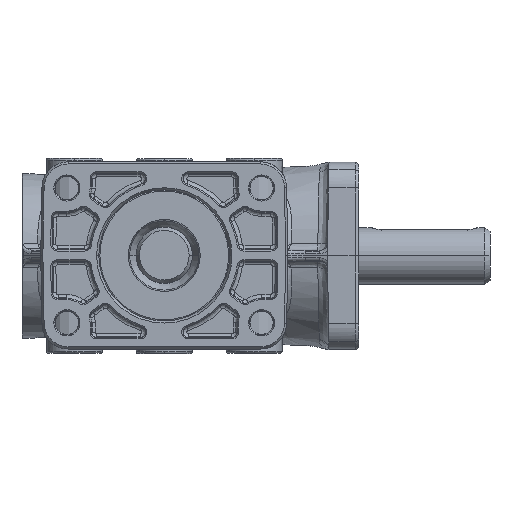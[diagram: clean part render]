
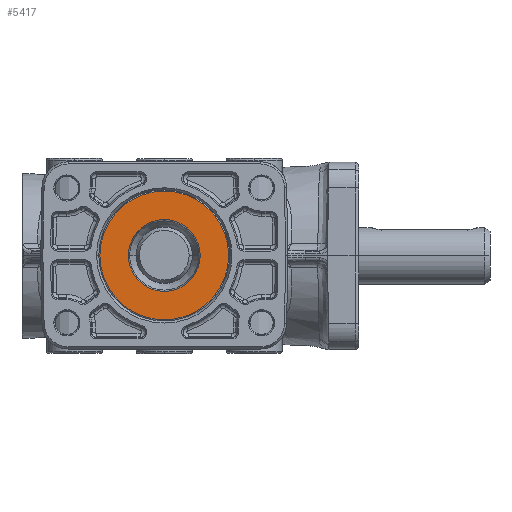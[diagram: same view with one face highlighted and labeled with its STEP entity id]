
A CAD part, top view. The second image highlights one B-rep face of the part: STEP entity #5417.
In plain terms, the highlighted planar face has unit normal (0, 0, 1).
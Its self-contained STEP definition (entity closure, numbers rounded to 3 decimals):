
#5417=ADVANCED_FACE('',(#10968,#10969),#10970,.T.);
#10968=FACE_OUTER_BOUND('',#32288,.T.);
#10969=FACE_BOUND('',#32289,.T.);
#10970=PLANE('',#32290);
#32288=EDGE_LOOP('',(#46810,#46811));
#32289=EDGE_LOOP('',(#46812,#46813));
#32290=AXIS2_PLACEMENT_3D('',#46814,#46815,#46816);
#46810=ORIENTED_EDGE('',*,*,#47089,.F.);
#46811=ORIENTED_EDGE('',*,*,#53226,.F.);
#46812=ORIENTED_EDGE('',*,*,#53228,.T.);
#46813=ORIENTED_EDGE('',*,*,#47085,.T.);
#46814=CARTESIAN_POINT('',(-13.4,0.0,84.3));
#46815=DIRECTION('',(0.0,0.0,1.0));
#46816=DIRECTION('',(1.0,-0.0,0.0));
#47085=EDGE_CURVE('',#53417,#53415,#53418,.T.);
#47089=EDGE_CURVE('',#53421,#53424,#53425,.T.);
#53226=EDGE_CURVE('',#53424,#53421,#62272,.T.);
#53228=EDGE_CURVE('',#53415,#53417,#62274,.T.);
#53415=VERTEX_POINT('',#62629);
#53417=VERTEX_POINT('',#62632);
#53418=CIRCLE('',#62633,9.6);
#53421=VERTEX_POINT('',#62637);
#53424=VERTEX_POINT('',#62640);
#53425=CIRCLE('',#62641,17.2);
#62272=CIRCLE('',#79489,17.2);
#62274=CIRCLE('',#79491,9.6);
#62629=CARTESIAN_POINT('',(-9.6,0.0,84.3));
#62632=CARTESIAN_POINT('',(9.6,0.,84.3));
#62633=AXIS2_PLACEMENT_3D('',#79668,#79669,#79670);
#62637=CARTESIAN_POINT('',(-17.2,0.0,84.3));
#62640=CARTESIAN_POINT('',(17.2,0.,84.3));
#62641=AXIS2_PLACEMENT_3D('',#79675,#79676,#79677);
#79489=AXIS2_PLACEMENT_3D('',#86412,#86413,#86414);
#79491=AXIS2_PLACEMENT_3D('',#86415,#86416,#86417);
#79668=CARTESIAN_POINT('',(0.0,0.0,84.3));
#79669=DIRECTION('',(0.0,0.0,-1.0));
#79670=DIRECTION('',(-1.0,0.0,0.0));
#79675=CARTESIAN_POINT('',(0.0,0.0,84.3));
#79676=DIRECTION('',(0.0,0.0,-1.0));
#79677=DIRECTION('',(-1.0,0.0,0.0));
#86412=CARTESIAN_POINT('',(0.0,0.0,84.3));
#86413=DIRECTION('',(0.0,0.0,-1.0));
#86414=DIRECTION('',(-1.0,0.0,0.0));
#86415=CARTESIAN_POINT('',(0.0,0.0,84.3));
#86416=DIRECTION('',(0.0,0.0,-1.0));
#86417=DIRECTION('',(-1.0,0.0,0.0));
